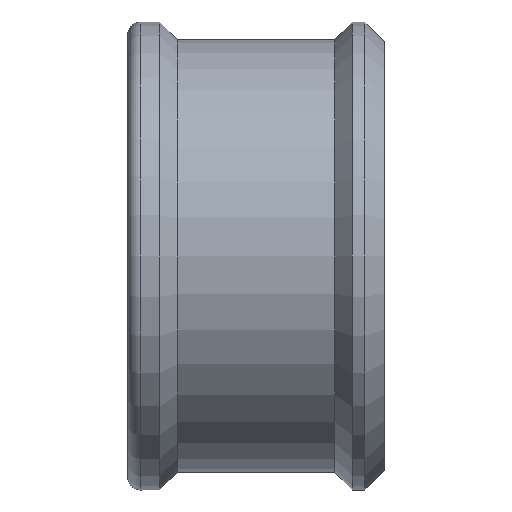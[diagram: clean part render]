
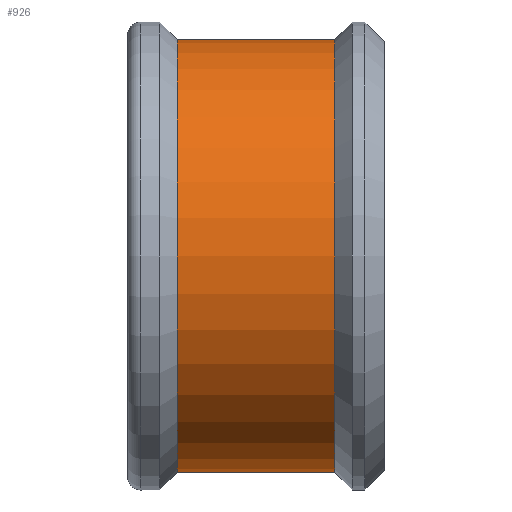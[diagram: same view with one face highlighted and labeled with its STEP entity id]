
A CAD part, front view. The second image highlights one B-rep face of the part: STEP entity #926.
In plain terms, the highlighted cylindrical face has radius 3.375 mm (diameter 6.75 mm), a full revolution.
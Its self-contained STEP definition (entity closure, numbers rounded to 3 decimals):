
#36=CYLINDRICAL_SURFACE('',#1040,3.375);
#111=CIRCLE('',#1038,3.375);
#113=CIRCLE('',#1041,3.375);
#163=FACE_OUTER_BOUND('',#232,.T.);
#232=EDGE_LOOP('',(#809,#810,#811,#812));
#325=LINE('',#1871,#385);
#385=VECTOR('',#1286,3.375);
#467=VERTEX_POINT('',#1863);
#469=VERTEX_POINT('',#1869);
#589=EDGE_CURVE('',#467,#467,#111,.T.);
#592=EDGE_CURVE('',#469,#469,#113,.T.);
#593=EDGE_CURVE('',#469,#467,#325,.T.);
#809=ORIENTED_EDGE('',*,*,#592,.F.);
#810=ORIENTED_EDGE('',*,*,#593,.T.);
#811=ORIENTED_EDGE('',*,*,#589,.F.);
#812=ORIENTED_EDGE('',*,*,#593,.F.);
#926=ADVANCED_FACE('',(#163),#36,.T.);
#1038=AXIS2_PLACEMENT_3D('',#1864,#1277,#1278);
#1040=AXIS2_PLACEMENT_3D('',#1868,#1282,#1283);
#1041=AXIS2_PLACEMENT_3D('',#1870,#1284,#1285);
#1277=DIRECTION('center_axis',(0.,0.,
-1.));
#1278=DIRECTION('ref_axis',(1.,0.,0.));
#1282=DIRECTION('center_axis',(0.,0.,
1.));
#1283=DIRECTION('ref_axis',(1.,0.,0.));
#1284=DIRECTION('center_axis',(0.,0.,
1.));
#1285=DIRECTION('ref_axis',(1.,0.,0.));
#1286=DIRECTION('',(0.,0.,-1.));
#1863=CARTESIAN_POINT('',(51.424,-44.15,59.552));
#1864=CARTESIAN_POINT('Origin',(54.799,-44.15,59.552));
#1868=CARTESIAN_POINT('Origin',(54.799,-44.15,59.832));
#1869=CARTESIAN_POINT('',(51.424,-44.15,62.012));
#1870=CARTESIAN_POINT('Origin',(54.799,-44.15,62.012));
#1871=CARTESIAN_POINT('',(51.424,-44.15,59.832));
